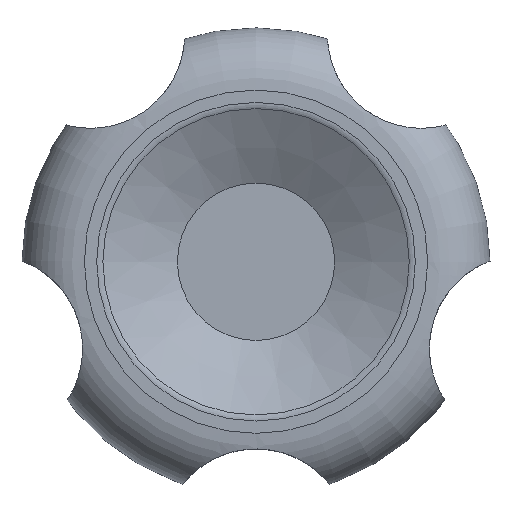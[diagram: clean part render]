
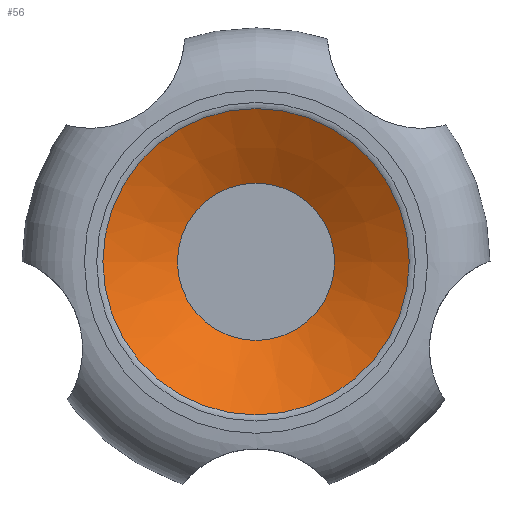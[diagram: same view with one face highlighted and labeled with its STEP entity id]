
A CAD part, top view. The second image highlights one B-rep face of the part: STEP entity #56.
In plain terms, the highlighted conical face has half-angle 60.548 degrees and reference radius 25 mm.
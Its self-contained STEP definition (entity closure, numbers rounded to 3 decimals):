
#56 = ADVANCED_FACE( '', ( #132, #133 ), #134, .F. );
#132 = FACE_OUTER_BOUND( '', #234, .T. );
#133 = FACE_BOUND( '', #235, .T. );
#134 = CONICAL_SURFACE( '', #236, 25., 1.057 );
#234 = EDGE_LOOP( '', ( #338 ) );
#235 = EDGE_LOOP( '', ( #339 ) );
#236 = AXIS2_PLACEMENT_3D( '', #340, #341, #342 );
#338 = ORIENTED_EDGE( '', *, *, #465, .T. );
#339 = ORIENTED_EDGE( '', *, *, #466, .F. );
#340 = CARTESIAN_POINT( '', ( 0., 0., 48. ) );
#341 = DIRECTION( '', ( 0., 0., 1. ) );
#342 = DIRECTION( '', ( 1., 0., 0. ) );
#465 = EDGE_CURVE( '', #520, #520, #521, .F. );
#466 = EDGE_CURVE( '', #522, #522, #523, .T. );
#520 = VERTEX_POINT( '', #1113 );
#521 = CIRCLE( '', #1114, 24.542 );
#522 = VERTEX_POINT( '', #1115 );
#523 = CIRCLE( '', #1116, 12.603 );
#1113 = CARTESIAN_POINT( '', ( -24.542, 0., 47.742 ) );
#1114 = AXIS2_PLACEMENT_3D( '', #1171, #1172, #1173 );
#1115 = CARTESIAN_POINT( '', ( 12.603, 0., 41. ) );
#1116 = AXIS2_PLACEMENT_3D( '', #1174, #1175, #1176 );
#1171 = CARTESIAN_POINT( '', ( 0., 0., 47.742 ) );
#1172 = DIRECTION( '', ( 0., 0., -1. ) );
#1173 = DIRECTION( '', ( -1., 0., 0. ) );
#1174 = CARTESIAN_POINT( '', ( 0., 0., 41. ) );
#1175 = DIRECTION( '', ( 0., 0., 1. ) );
#1176 = DIRECTION( '', ( 1., 0., 0. ) );
